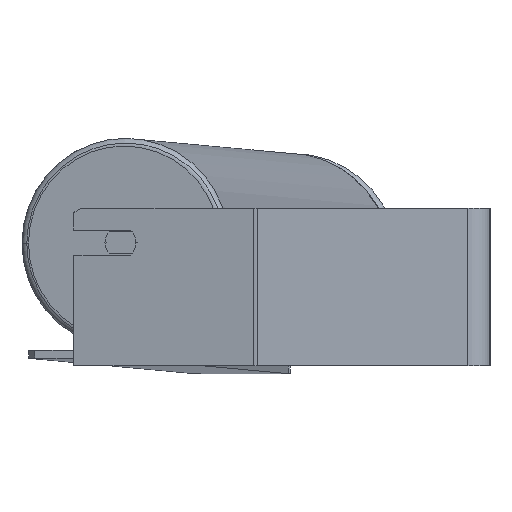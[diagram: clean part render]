
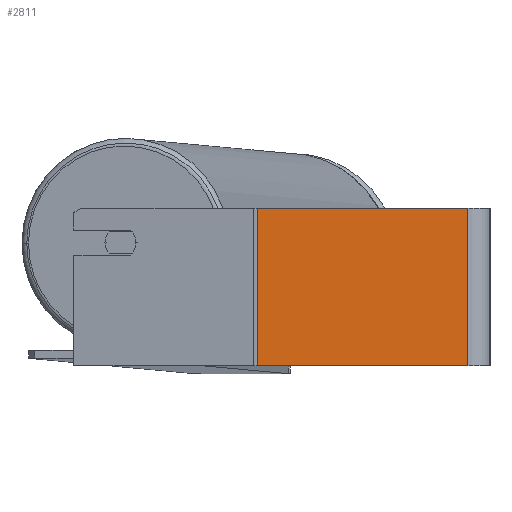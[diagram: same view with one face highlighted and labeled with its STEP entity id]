
A CAD part, left-side view. The second image highlights one B-rep face of the part: STEP entity #2811.
In plain terms, the highlighted planar face has unit normal (-1, 0, 0).
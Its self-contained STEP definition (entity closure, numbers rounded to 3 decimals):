
#20 = CARTESIAN_POINT ( 'NONE',  ( -955., 148.748, -50. ) ) ;
#151 = VECTOR ( 'NONE', #935, 1000. ) ;
#154 = PLANE ( 'NONE',  #3337 ) ;
#165 = LINE ( 'NONE', #20, #2881 ) ;
#935 = DIRECTION ( 'NONE',  ( 0., -1., 0. ) ) ;
#1114 = CARTESIAN_POINT ( 'NONE',  ( -955., 147.523, 50. ) ) ;
#1483 = EDGE_CURVE ( 'NONE', #6423, #4876, #165, .T. ) ;
#1587 = CARTESIAN_POINT ( 'NONE',  ( -955., 148.748, 50. ) ) ;
#1626 = DIRECTION ( 'NONE',  ( 0., 1., 0. ) ) ;
#1800 = VERTEX_POINT ( 'NONE', #5185 ) ;
#1949 = ORIENTED_EDGE ( 'NONE', *, *, #1483, .T. ) ;
#2161 = EDGE_CURVE ( 'NONE', #1800, #4876, #6412, .T. ) ;
#2521 = ORIENTED_EDGE ( 'NONE', *, *, #2161, .F. ) ;
#2811 = ADVANCED_FACE ( 'NONE', ( #7416 ), #154, .F. ) ;
#2826 = DIRECTION ( 'NONE',  ( 0., 0., -1. ) ) ;
#2881 = VECTOR ( 'NONE', #7982, 1000. ) ;
#2904 = DIRECTION ( 'NONE',  ( 0., 0., -1. ) ) ;
#2919 = DIRECTION ( 'NONE',  ( 1., 0., 0. ) ) ;
#3337 = AXIS2_PLACEMENT_3D ( 'NONE', #1587, #2919, #1626 ) ;
#3625 = VECTOR ( 'NONE', #2904, 1000. ) ;
#4237 = CARTESIAN_POINT ( 'NONE',  ( -955., 147.523, 50. ) ) ;
#4543 = VECTOR ( 'NONE', #2826, 1000. ) ;
#4634 = CARTESIAN_POINT ( 'NONE',  ( -955., 14., -50. ) ) ;
#4876 = VERTEX_POINT ( 'NONE', #4634 ) ;
#5185 = CARTESIAN_POINT ( 'NONE',  ( -955., 14., 50. ) ) ;
#5194 = EDGE_CURVE ( 'NONE', #8628, #1800, #7492, .T. ) ;
#5257 = ORIENTED_EDGE ( 'NONE', *, *, #5926, .T. ) ;
#5926 = EDGE_CURVE ( 'NONE', #8628, #6423, #7843, .T. ) ;
#6412 = LINE ( 'NONE', #7874, #3625 ) ;
#6423 = VERTEX_POINT ( 'NONE', #9045 ) ;
#6610 = EDGE_LOOP ( 'NONE', ( #1949, #2521, #8674, #5257 ) ) ;
#7416 = FACE_OUTER_BOUND ( 'NONE', #6610, .T. ) ;
#7492 = LINE ( 'NONE', #7534, #151 ) ;
#7534 = CARTESIAN_POINT ( 'NONE',  ( -955., 148.748, 50. ) ) ;
#7843 = LINE ( 'NONE', #4237, #4543 ) ;
#7874 = CARTESIAN_POINT ( 'NONE',  ( -955., 14., 50. ) ) ;
#7982 = DIRECTION ( 'NONE',  ( 0., -1., 0. ) ) ;
#8628 = VERTEX_POINT ( 'NONE', #1114 ) ;
#8674 = ORIENTED_EDGE ( 'NONE', *, *, #5194, .F. ) ;
#9045 = CARTESIAN_POINT ( 'NONE',  ( -955., 147.523, -50. ) ) ;
